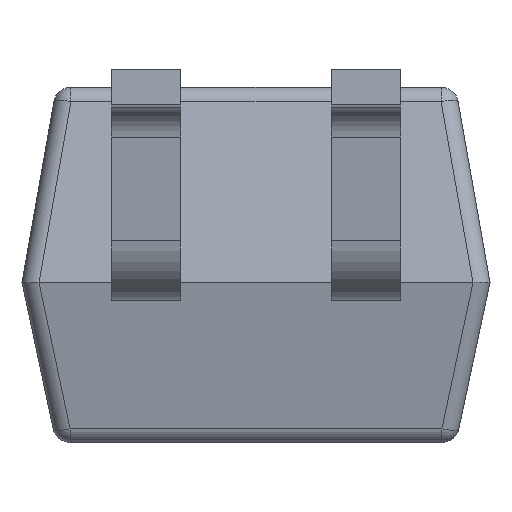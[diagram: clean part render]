
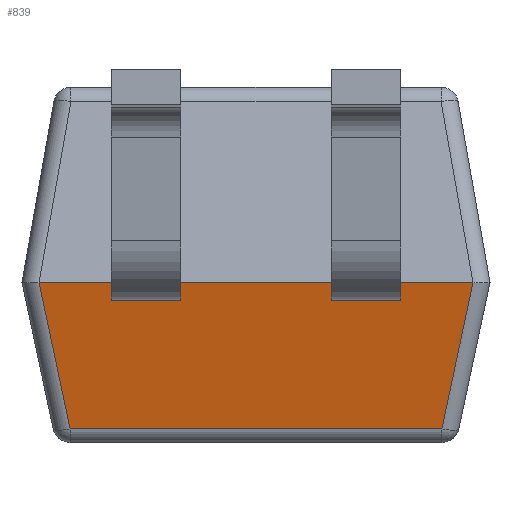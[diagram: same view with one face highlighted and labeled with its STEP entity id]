
A CAD part, left-side view. The second image highlights one B-rep face of the part: STEP entity #839.
In plain terms, the highlighted planar face has unit normal (-0.978, 0, -0.208).
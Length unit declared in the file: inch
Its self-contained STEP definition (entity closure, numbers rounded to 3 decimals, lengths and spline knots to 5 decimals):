
#191=DIRECTION('',(0.,-1.,0.));
#192=VECTOR('',#191,2.5037);
#193=CARTESIAN_POINT('',(-2.19109,1.25185,0.));
#194=LINE('',#193,#192);
#280=DIRECTION('',(0.204,-0.203,-0.958));
#281=VECTOR('',#280,0.88102);
#282=CARTESIAN_POINT('',(-2.19109,1.25185,0.));
#283=LINE('',#282,#281);
#284=DIRECTION('',(-0.204,-0.203,0.958));
#285=VECTOR('',#284,0.88102);
#286=CARTESIAN_POINT('',(-2.01174,-1.07283,
-0.84379));
#287=LINE('',#286,#285);
#288=DIRECTION('',(0.,-1.,0.));
#289=VECTOR('',#288,2.14566);
#290=CARTESIAN_POINT('',(-2.01174,1.07283,
-0.84379));
#291=LINE('',#290,#289);
#352=CARTESIAN_POINT('',(-2.19109,1.25185,0.));
#353=VERTEX_POINT('',#352);
#364=CARTESIAN_POINT('',(-2.01174,1.07283,
-0.84379));
#365=VERTEX_POINT('',#364);
#382=CARTESIAN_POINT('',(-2.19109,-1.25185,0.));
#383=VERTEX_POINT('',#382);
#396=CARTESIAN_POINT('',(-2.01174,-1.07283,
-0.84379));
#397=VERTEX_POINT('',#396);
#828=CARTESIAN_POINT('',(-2.01174,1.35,-0.84379));
#829=DIRECTION('',(-0.978,0.,-0.208));
#830=DIRECTION('',(-0.208,0.,0.978));
#831=AXIS2_PLACEMENT_3D('',#828,#829,#830);
#832=PLANE('',#831);
#833=ORIENTED_EDGE('',*,*,#820,.F.);
#834=ORIENTED_EDGE('',*,*,#680,.T.);
#835=ORIENTED_EDGE('',*,*,#505,.F.);
#836=ORIENTED_EDGE('',*,*,#413,.F.);
#837=EDGE_LOOP('',(#833,#834,#835,#836));
#838=FACE_OUTER_BOUND('',#837,.F.);
#839=ADVANCED_FACE('',(#838),#832,.T.);
#413=EDGE_CURVE('',#365,#397,#291,.T.);
#505=EDGE_CURVE('',#397,#383,#287,.T.);
#680=EDGE_CURVE('',#353,#383,#194,.T.);
#820=EDGE_CURVE('',#353,#365,#283,.T.);
